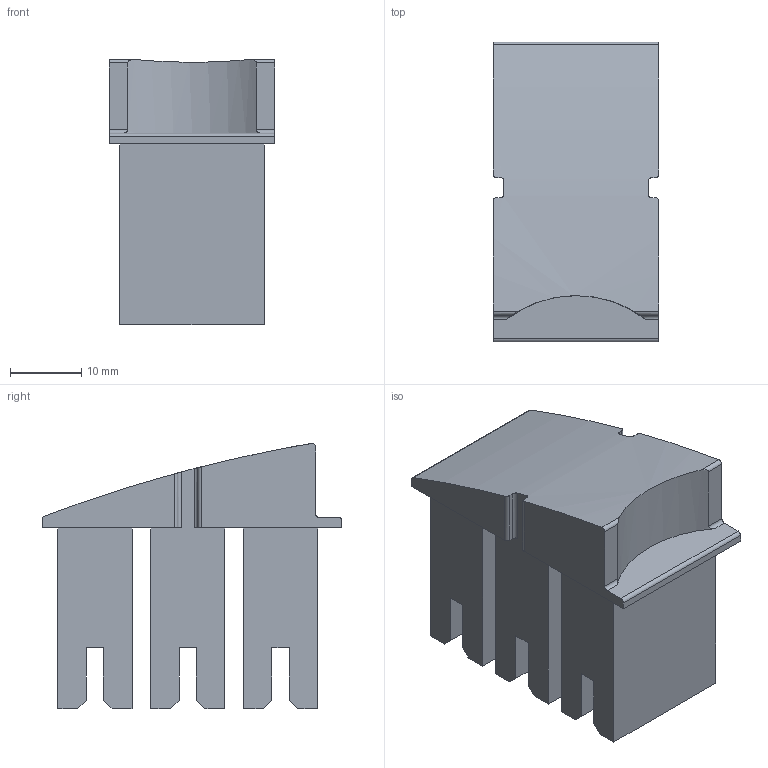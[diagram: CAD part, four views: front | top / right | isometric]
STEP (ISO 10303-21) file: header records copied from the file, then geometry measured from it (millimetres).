
FILE_DESCRIPTION(('STEP AP214'),'1');
FILE_NAME('cctmp_A3E80FFA-4BC5-46FE-A0CC-343D23316F54_2023_07_18_13_15_48_0906..stp','2023-07-18T11:15:49',('SIEMENS A&D'),('CADClick - www.CADClick.com'),'Spatial InterOp 3D postprocessed',' ','unknown authorization');
FILE_SCHEMA(('AUTOMOTIVE_DESIGN'));
Length unit declared in the file: millimetre
Products named in the file (1): 2023_07_18_13_15_48_0906
Bounding box: 23.2 x 42 x 37.15 mm (x, y, z)
Volume: 20923.3 mm3; surface area: 8346.2 mm2
Topology: 1 solids, 1 shells, 64 faces, 180 edges, 120 vertices
Faces by surface type: plane 48, cylinder 16
Entity records: 3574 total; most frequent: CARTESIAN_POINT 502, STYLED_ITEM 365, PRESENTATION_STYLE_ASSIGNMENT 365, ORIENTED_EDGE 360, DIRECTION 320, EDGE_CURVE 180, CURVE_STYLE 180, DRAUGHTING_PRE_DEFINED_CURVE_FONT 180
